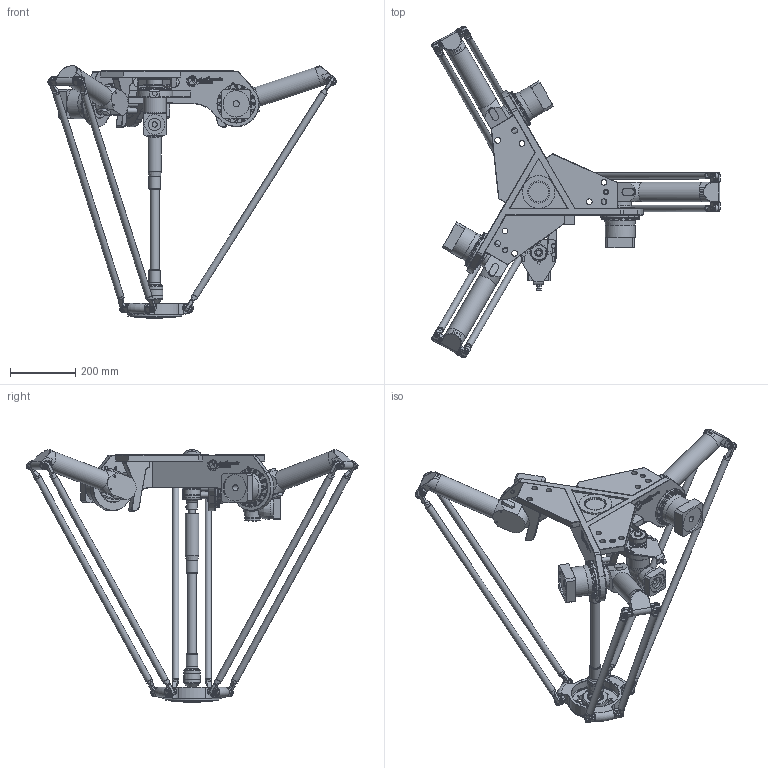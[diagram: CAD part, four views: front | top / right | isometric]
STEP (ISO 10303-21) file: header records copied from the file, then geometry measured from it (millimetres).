
FILE_DESCRIPTION(/* description */ (''),/* implementation_level */ '2;1');
FILE_NAME(/* name */ '3D-model_A_00086-T1.stp',/* time_stamp */ '2022-02-05T12:18:20+01:00',/* author */ ('michael.schutter'),/* organization */ ('Majatronic'),/* preprocessor_version */ 'ST-DEVELOPER v16.5',/* originating_system */ 'Autodesk Inventor 2017',/* authorisation */ '');
FILE_SCHEMA (('AUTOMOTIVE_DESIGN { 1 0 10303 214 3 1 1 }'));
Products named in the file (11): MT_BGR00020718MT_BGR; MT_WST00105560; MT_WST00060710MT_WST; MT_WST00060711MT_WST; MT_WST00054194MT_WST; MT_WST00103409; MT_WST00060712MT_WST; MT_WST00055124MT_WST; MT_WST00056692MT_WST; MT_WST00056693MT_WST; MT_WST00046397MT_WST
Assembly tree (24 placements, depth 2):
  MT_BGR00020718MT_BGR
    MT_WST00105560
    MT_WST00060710MT_WST
    MT_WST00060711MT_WST
    MT_WST00054194MT_WST  x3
    MT_WST00103409  x6
    MT_WST00060712MT_WST  x6
    MT_WST00055124MT_WST
    MT_WST00056692MT_WST
    MT_WST00056693MT_WST
    MT_WST00046397MT_WST  x3
Bounding box: 884.58 x 1018.16 x 775.29 mm (x, y, z)
Volume: 14678959.2 mm3; surface area: 1836980.5 mm2
Topology: 25 solids, 27 shells, 3160 faces, 7351 edges, 4629 vertices
Faces by surface type: plane 1796, cylinder 888, cone 293, bspline 96, torus 83, sphere 4
Full cylindrical faces by diameter (mm): 4 x1, 4.134 x16, 4.917 x11, 6 x37, 6.647 x9, 8 x40, 8.5 x96, 10 x9, 11.4 x1, 12 x26, 14.5 x1, 15 x1, 16 x26, 17.5 x9, 18 x24, 19 x3, 19.7 x1, 20 x18, 23 x1, 24 x1, 25 x2, 26 x1, 28 x1, 28.4 x1, 30 x1, 31.5 x4, 32 x1, 34 x1, 35 x2, 36 x2
Entity records: 62910 total; most frequent: CARTESIAN_POINT 17362, DIRECTION 9365, ORIENTED_EDGE 8466, EDGE_CURVE 4233, AXIS2_PLACEMENT_3D 3350, VERTEX_POINT 2889, EDGE_LOOP 2670, LINE 2665
